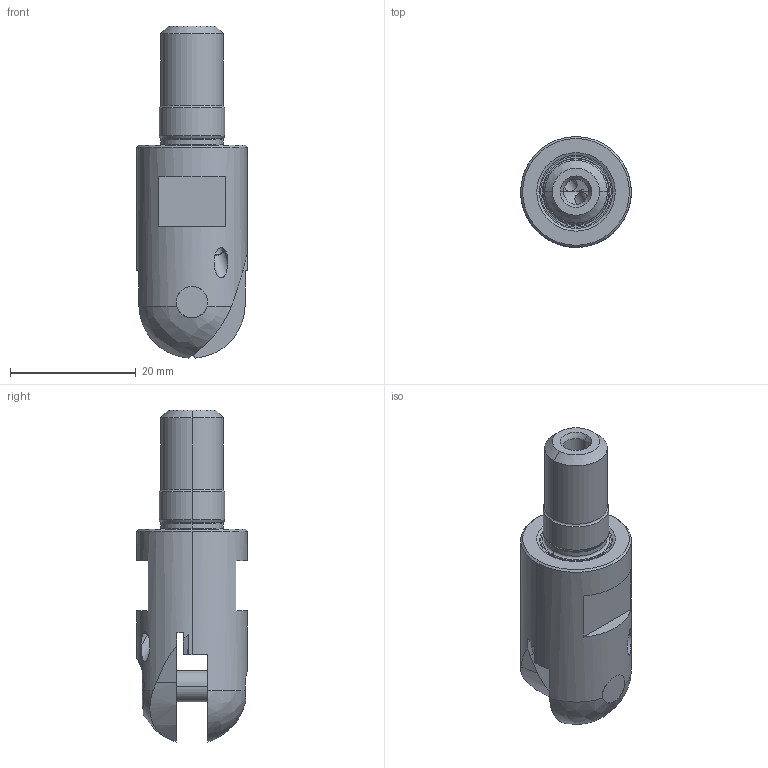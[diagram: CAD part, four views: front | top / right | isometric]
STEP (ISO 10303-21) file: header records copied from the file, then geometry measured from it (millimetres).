
FILE_DESCRIPTION(/* description */ (''),/* implementation_level */ '2;1');
FILE_NAME(/* name */ 'SRFHU12AM1035.stp',/* time_stamp */ '2017-12-21T10:02:07+09:00',/* author */ (''),/* organization */ (''),/* preprocessor_version */ 'ST-DEVELOPER v16',/* originating_system */ 'SIEMENS PLM Software NX 10.0',/* authorisation */ '');
FILE_SCHEMA (('AUTOMOTIVE_DESIGN { 1 0 10303 214 3 1 1 1 }'));
Length unit declared in the file: millimetre
Products named in the file (1): SRFHU12AM1035_ASM
Bounding box: 17.62 x 17.62 x 52.9 mm (x, y, z)
Volume: 7224.1 mm3; surface area: 4045.7 mm2
Topology: 2 solids, 2 shells, 112 faces, 281 edges, 177 vertices
Faces by surface type: cylinder 48, plane 32, cone 20, torus 8, bspline 4
Entity records: 4066 total; most frequent: CARTESIAN_POINT 1230, DIRECTION 620, ORIENTED_EDGE 558, EDGE_CURVE 279, AXIS2_PLACEMENT_3D 256, VERTEX_POINT 177, CIRCLE 131, EDGE_LOOP 126
